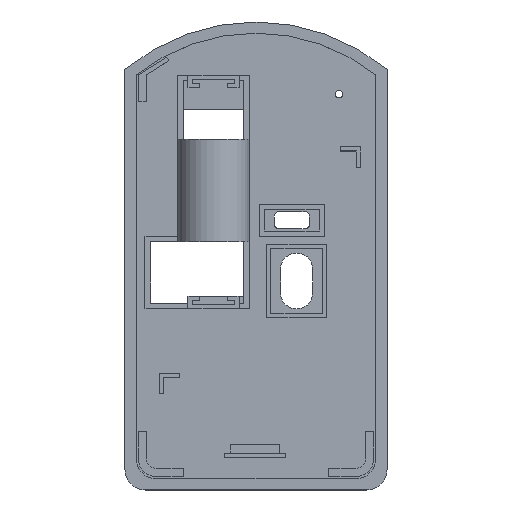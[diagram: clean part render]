
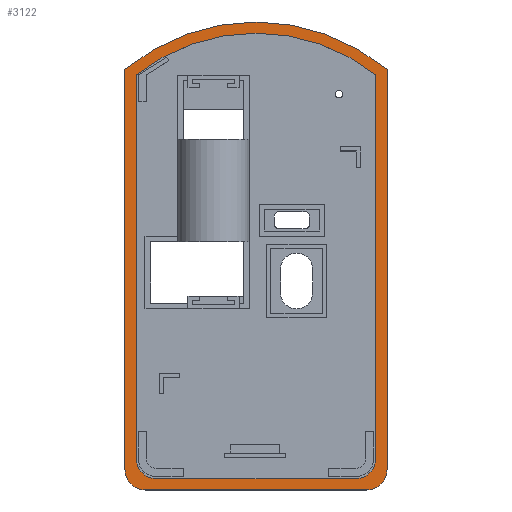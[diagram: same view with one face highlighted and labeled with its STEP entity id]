
A CAD part, top view. The second image highlights one B-rep face of the part: STEP entity #3122.
In plain terms, the highlighted planar face has unit normal (0, 0, 1).
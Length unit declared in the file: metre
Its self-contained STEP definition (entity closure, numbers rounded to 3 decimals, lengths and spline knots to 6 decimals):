
#208=LINE('',#4738,#608);
#211=LINE('',#4746,#611);
#215=LINE('',#4757,#615);
#220=LINE('',#4771,#620);
#224=LINE('',#4783,#624);
#225=LINE('',#4788,#625);
#608=VECTOR('',#3791,1.);
#611=VECTOR('',#3800,1.);
#615=VECTOR('',#3810,1.);
#620=VECTOR('',#3823,1.);
#624=VECTOR('',#3835,1.);
#625=VECTOR('',#3844,1.);
#1153=ORIENTED_EDGE('',*,*,#1961,.F.);
#1154=ORIENTED_EDGE('',*,*,#1965,.T.);
#1155=ORIENTED_EDGE('',*,*,#1968,.F.);
#1156=ORIENTED_EDGE('',*,*,#1971,.T.);
#1157=ORIENTED_EDGE('',*,*,#1974,.T.);
#1158=ORIENTED_EDGE('',*,*,#1976,.T.);
#1159=ORIENTED_EDGE('',*,*,#1949,.F.);
#1160=ORIENTED_EDGE('',*,*,#1952,.T.);
#1161=ORIENTED_EDGE('',*,*,#1954,.F.);
#1162=ORIENTED_EDGE('',*,*,#1956,.T.);
#1163=ORIENTED_EDGE('',*,*,#1958,.F.);
#1164=ORIENTED_EDGE('',*,*,#1977,.F.);
#1949=EDGE_CURVE('',#2377,#2378,#2539,.T.);
#1952=EDGE_CURVE('',#2377,#2379,#208,.T.);
#1954=EDGE_CURVE('',#2380,#2379,#2540,.T.);
#1956=EDGE_CURVE('',#2380,#2381,#211,.T.);
#1958=EDGE_CURVE('',#2382,#2381,#2541,.T.);
#1961=EDGE_CURVE('',#2385,#2386,#215,.T.);
#1965=EDGE_CURVE('',#2385,#2388,#2543,.T.);
#1968=EDGE_CURVE('',#2390,#2388,#220,.T.);
#1971=EDGE_CURVE('',#2390,#2392,#2545,.T.);
#1974=EDGE_CURVE('',#2392,#2394,#224,.T.);
#1976=EDGE_CURVE('',#2394,#2386,#2547,.T.);
#1977=EDGE_CURVE('',#2378,#2382,#225,.T.);
#2377=VERTEX_POINT('',#4731);
#2378=VERTEX_POINT('',#4733);
#2379=VERTEX_POINT('',#4737);
#2380=VERTEX_POINT('',#4741);
#2381=VERTEX_POINT('',#4745);
#2382=VERTEX_POINT('',#4749);
#2385=VERTEX_POINT('',#4756);
#2386=VERTEX_POINT('',#4758);
#2388=VERTEX_POINT('',#4764);
#2390=VERTEX_POINT('',#4770);
#2392=VERTEX_POINT('',#4776);
#2394=VERTEX_POINT('',#4782);
#2539=CIRCLE('',#3325,0.047105);
#2540=CIRCLE('',#3328,0.005);
#2541=CIRCLE('',#3331,0.005);
#2543=CIRCLE('',#3335,0.049837);
#2545=CIRCLE('',#3339,0.005);
#2547=CIRCLE('',#3343,0.005);
#2621=EDGE_LOOP('',(#1153,#1154,#1155,#1156,#1157,#1158));
#2622=EDGE_LOOP('',(#1159,#1160,#1161,#1162,#1163,#1164));
#2810=FACE_BOUND('',#2621,.T.);
#2811=FACE_BOUND('',#2622,.T.);
#2964=PLANE('',#3345);
#3122=ADVANCED_FACE('',(#2810,#2811),#2964,.T.);
#3325=AXIS2_PLACEMENT_3D('',#4732,#3785,#3786);
#3328=AXIS2_PLACEMENT_3D('',#4742,#3795,#3796);
#3331=AXIS2_PLACEMENT_3D('',#4750,#3804,#3805);
#3335=AXIS2_PLACEMENT_3D('',#4765,#3817,#3818);
#3339=AXIS2_PLACEMENT_3D('',#4777,#3829,#3830);
#3343=AXIS2_PLACEMENT_3D('',#4786,#3840,#3841);
#3345=AXIS2_PLACEMENT_3D('',#4789,#3845,#3846);
#3785=DIRECTION('',(0.,0.,1.));
#3786=DIRECTION('',(1.,0.,0.));
#3791=DIRECTION('',(0.,-1.,0.));
#3795=DIRECTION('',(0.,0.,1.));
#3796=DIRECTION('',(1.,0.,0.));
#3800=DIRECTION('',(-1.,0.,0.));
#3804=DIRECTION('',(0.,0.,1.));
#3805=DIRECTION('',(1.,0.,0.));
#3810=DIRECTION('',(0.,-1.,0.));
#3817=DIRECTION('',(0.,0.,1.));
#3818=DIRECTION('',(1.,0.,0.));
#3823=DIRECTION('',(0.,1.,0.));
#3829=DIRECTION('',(0.,0.,1.));
#3830=DIRECTION('',(1.,0.,0.));
#3835=DIRECTION('',(1.,0.,0.));
#3840=DIRECTION('',(0.,0.,1.));
#3841=DIRECTION('',(1.,0.,0.));
#3844=DIRECTION('',(0.,-1.,0.));
#3845=DIRECTION('',(0.,0.,1.));
#3846=DIRECTION('',(1.,0.,0.));
#4731=CARTESIAN_POINT('',(0.034664,0.039455,0.0031));
#4732=CARTESIAN_POINT('',(0.005433,0.002517,0.0031));
#4733=CARTESIAN_POINT('',(-0.023798,0.039455,0.0031));
#4737=CARTESIAN_POINT('',(0.034664,-0.054024,0.0031));
#4738=CARTESIAN_POINT('',(0.034664,-0.007285,0.0031));
#4741=CARTESIAN_POINT('',(0.029664,-0.059024,0.0031));
#4742=CARTESIAN_POINT('',(0.029664,-0.054024,0.0031));
#4745=CARTESIAN_POINT('',(-0.018798,-0.059024,0.0031));
#4746=CARTESIAN_POINT('',(0.005433,-0.059024,0.0031));
#4749=CARTESIAN_POINT('',(-0.023798,-0.054024,0.0031));
#4750=CARTESIAN_POINT('',(-0.018798,-0.054024,0.0031));
#4756=CARTESIAN_POINT('',(0.037396,0.040754,0.0031));
#4757=CARTESIAN_POINT('',(0.037396,-0.008001,0.0031));
#4758=CARTESIAN_POINT('',(0.037396,-0.056756,0.0031));
#4764=CARTESIAN_POINT('',(-0.02653,0.040754,0.0031));
#4765=CARTESIAN_POINT('',(0.005433,0.002517,0.0031));
#4770=CARTESIAN_POINT('',(-0.02653,-0.056756,0.0031));
#4771=CARTESIAN_POINT('',(-0.02653,-0.008001,0.0031));
#4776=CARTESIAN_POINT('',(-0.02153,-0.061756,0.0031));
#4777=CARTESIAN_POINT('',(-0.02153,-0.056756,0.0031));
#4782=CARTESIAN_POINT('',(0.032396,-0.061756,0.0031));
#4783=CARTESIAN_POINT('',(0.005433,-0.061756,0.0031));
#4786=CARTESIAN_POINT('',(0.032396,-0.056756,0.0031));
#4788=CARTESIAN_POINT('',(-0.023798,-0.007285,0.0031));
#4789=CARTESIAN_POINT('',(0.009758,-0.004701,0.0031));
